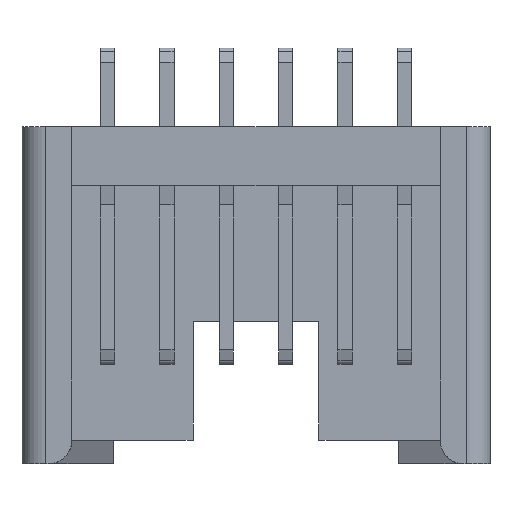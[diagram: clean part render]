
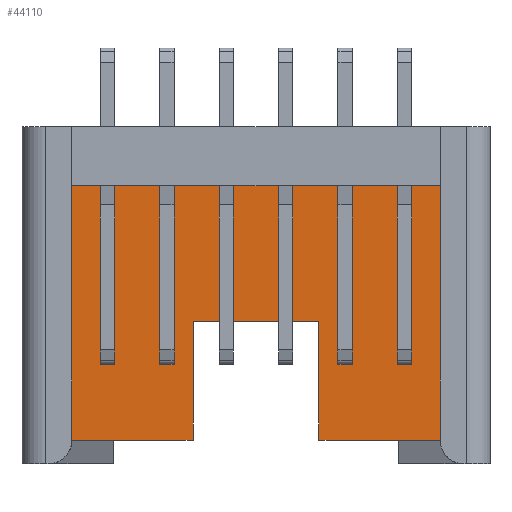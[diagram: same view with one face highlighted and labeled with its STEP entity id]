
A CAD part, front view. The second image highlights one B-rep face of the part: STEP entity #44110.
In plain terms, the highlighted planar face has unit normal (0, -1, 0).
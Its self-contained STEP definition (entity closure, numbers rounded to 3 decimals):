
#1330=CARTESIAN_POINT('',(-9.922,32.26,11.7));
#1340=VERTEX_POINT('',#1330);
#1810=CARTESIAN_POINT('',(7.778,32.26,11.7));
#1820=VERTEX_POINT('',#1810);
#1850=CARTESIAN_POINT('',(0.,32.26,11.7));
#1860=DIRECTION('',(1.,0.,0.));
#1870=VECTOR('',#1860,1.);
#1880=LINE('',#1850,#1870);
#1890=EDGE_CURVE('',#1340,#1820,#1880,.T.);
#3670=CARTESIAN_POINT('',(7.778,32.26,1.));
#3680=VERTEX_POINT('',#3670);
#9630=CARTESIAN_POINT('',(-9.922,32.26,
1.));
#9640=VERTEX_POINT('',#9630);
#9820=CARTESIAN_POINT('',(0.,32.26,1.));
#9830=DIRECTION('',(-1.,0.,0.));
#9840=VECTOR('',#9830,1.);
#9850=LINE('',#9820,#9840);
#9860=CARTESIAN_POINT('',(4.928,32.26,
1.));
#9870=VERTEX_POINT('',#9860);
#9880=EDGE_CURVE('',#3680,#9870,#9850,.T.);
#11540=CARTESIAN_POINT('',(-9.922,32.26,0.));
#11550=DIRECTION('',(0.,0.,1.));
#11560=VECTOR('',#11550,1.);
#11570=LINE('',#11540,#11560);
#11580=EDGE_CURVE('',#9640,#1340,#11570,.T.);
#16470=CARTESIAN_POINT('',(-3.722,32.26,6.));
#16480=VERTEX_POINT('',#16470);
#16650=CARTESIAN_POINT('',(-3.722,32.26,
1.));
#16660=VERTEX_POINT('',#16650);
#16690=CARTESIAN_POINT('',(-3.722,32.26,0.));
#16700=DIRECTION('',(0.,0.,1.));
#16710=VECTOR('',#16700,1.);
#16720=LINE('',#16690,#16710);
#16730=EDGE_CURVE('',#16660,#16480,#16720,.T.);
#17790=CARTESIAN_POINT('',(1.578,32.26,1.));
#17800=VERTEX_POINT('',#17790);
#17830=CARTESIAN_POINT('',(0.,32.26,1.));
#17840=DIRECTION('',(1.,0.,0.));
#17850=VECTOR('',#17840,1.);
#17860=LINE('',#17830,#17850);
#17870=EDGE_CURVE('',#17800,#9870,#17860,.T.);
#43660=CARTESIAN_POINT('',(-7.072,32.26,
1.));
#43670=VERTEX_POINT('',#43660);
#43700=EDGE_CURVE('',#43670,#16660,#17860,.T.);
#43760=CARTESIAN_POINT('',(-9.922,32.26,0.));
#43770=DIRECTION('',(0.,1.,0.));
#43780=DIRECTION('',(1.,0.,0.));
#43790=AXIS2_PLACEMENT_3D('',#43760,#43770,#43780);
#43800=PLANE('',#43790);
#43810=ORIENTED_EDGE('',*,*,#11580,.F.);
#43820=ORIENTED_EDGE('',*,*,#1890,.F.);
#43830=CARTESIAN_POINT('',(7.778,32.26,0.));
#43840=DIRECTION('',(0.,0.,-1.));
#43850=VECTOR('',#43840,1.);
#43860=LINE('',#43830,#43850);
#43870=EDGE_CURVE('',#1820,#3680,#43860,.T.);
#43880=ORIENTED_EDGE('',*,*,#43870,.F.);
#43890=ORIENTED_EDGE('',*,*,#9880,.F.);
#43900=ORIENTED_EDGE('',*,*,#17870,.T.);
#43910=CARTESIAN_POINT('',(1.578,32.26,0.));
#43920=DIRECTION('',(0.,0.,-1.));
#43930=VECTOR('',#43920,1.);
#43940=LINE('',#43910,#43930);
#43950=CARTESIAN_POINT('',(1.578,32.26,6.));
#43960=VERTEX_POINT('',#43950);
#43970=EDGE_CURVE('',#43960,#17800,#43940,.T.);
#43980=ORIENTED_EDGE('',*,*,#43970,.T.);
#43990=CARTESIAN_POINT('',(0.,32.26,6.));
#44000=DIRECTION('',(1.,0.,0.));
#44010=VECTOR('',#44000,1.);
#44020=LINE('',#43990,#44010);
#44030=EDGE_CURVE('',#16480,#43960,#44020,.T.);
#44040=ORIENTED_EDGE('',*,*,#44030,.T.);
#44050=ORIENTED_EDGE('',*,*,#16730,.T.);
#44060=ORIENTED_EDGE('',*,*,#43700,.T.);
#44070=EDGE_CURVE('',#43670,#9640,#9850,.T.);
#44080=ORIENTED_EDGE('',*,*,#44070,.F.);
#44090=EDGE_LOOP('',(#44080,#44060,#44050,#44040,#43980,#43900,#43890,
#43880,#43820,#43810));
#44100=FACE_OUTER_BOUND('',#44090,.T.);
#44110=ADVANCED_FACE('',(#44100),#43800,.F.);
